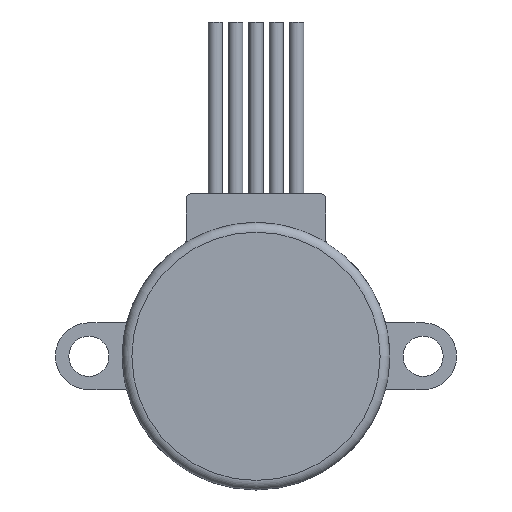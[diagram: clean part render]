
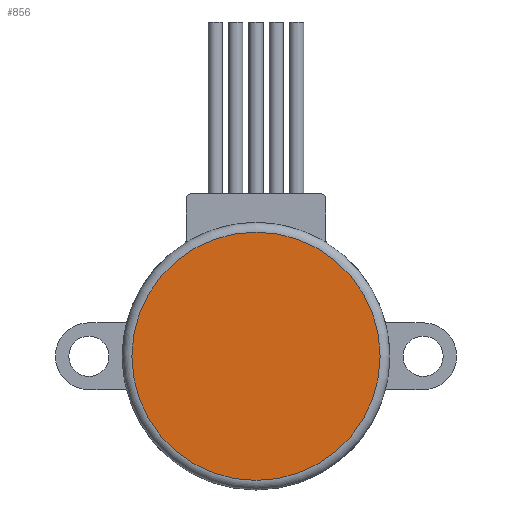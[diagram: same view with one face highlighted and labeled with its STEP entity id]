
A CAD part, front view. The second image highlights one B-rep face of the part: STEP entity #856.
In plain terms, the highlighted planar face has unit normal (0, -1, 0).
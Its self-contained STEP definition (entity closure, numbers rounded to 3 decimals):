
#55=PLANE('',#932);
#237=FACE_OUTER_BOUND('',#288,.T.);
#288=EDGE_LOOP('',(#629));
#351=CIRCLE('',#922,13.);
#404=VERTEX_POINT('',#1304);
#486=EDGE_CURVE('',#404,#404,#351,.T.);
#629=ORIENTED_EDGE('',*,*,#486,.F.);
#856=ADVANCED_FACE('',(#237),#55,.F.);
#922=AXIS2_PLACEMENT_3D('',#1306,#1031,#1032);
#932=AXIS2_PLACEMENT_3D('',#1336,#1058,#1059);
#1031=DIRECTION('center_axis',(0.,1.,0.));
#1032=DIRECTION('ref_axis',(1.,0.,0.));
#1058=DIRECTION('center_axis',(0.,1.,0.));
#1059=DIRECTION('ref_axis',(1.,0.,0.));
#1304=CARTESIAN_POINT('',(0.,0.,-13.));
#1306=CARTESIAN_POINT('Origin',(0.,0.,0.));
#1336=CARTESIAN_POINT('Origin',(0.,0.,0.));
